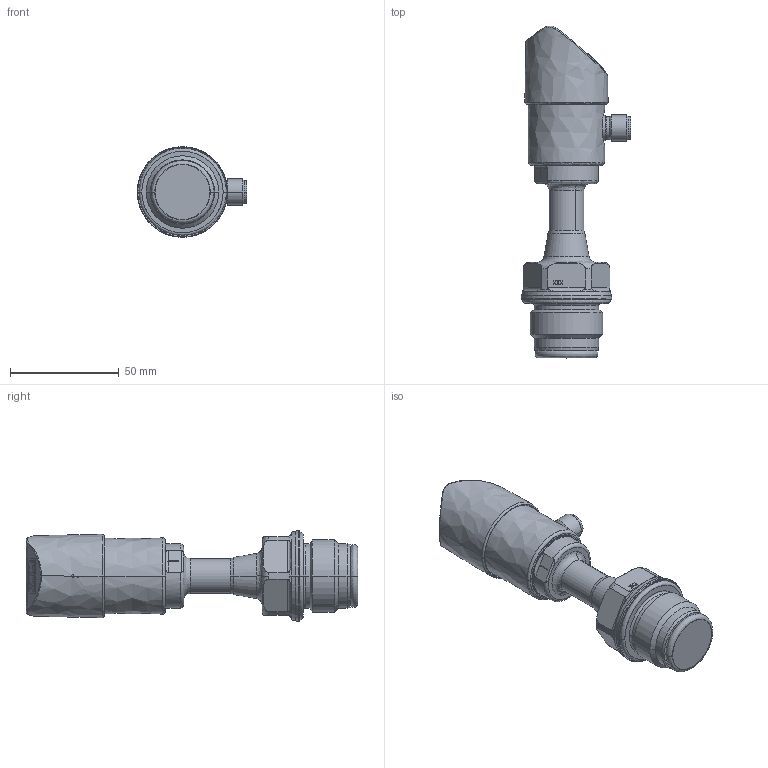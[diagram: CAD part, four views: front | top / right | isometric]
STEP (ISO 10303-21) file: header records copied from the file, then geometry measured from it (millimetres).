
FILE_DESCRIPTION((''),'2;1');
FILE_NAME('14019845______________SW0003','2011-09-01T',('weissm'),(''),'PRO/ENGINEER BY PARAMETRIC TECHNOLOGY CORPORATION, 2009380','PRO/ENGINEER BY PARAMETRIC TECHNOLOGY CORPORATION, 2009380','');
FILE_SCHEMA(('AUTOMOTIVE_DESIGN_CC2 { 1 2 10303 214 -1 1 5 2 }'));
Length unit declared in the file: millimetre
Products named in the file (1): 14019845______________SW0003
Bounding box: 50.25 x 152.36 x 41.5 mm (x, y, z)
Volume: 115838.2 mm3; surface area: 20460 mm2
Topology: 1 solids, 2 shells, 660 faces, 1730 edges, 1110 vertices
Faces by surface type: bspline 660
Entity records: 35148 total; most frequent: CARTESIAN_POINT 18174, ORIENTED_EDGE 3460, EDGE_CURVE 1730, DIRECTION 1410, VERTEX_POINT 1110, VECTOR 812, LINE 812, EDGE_LOOP 700
